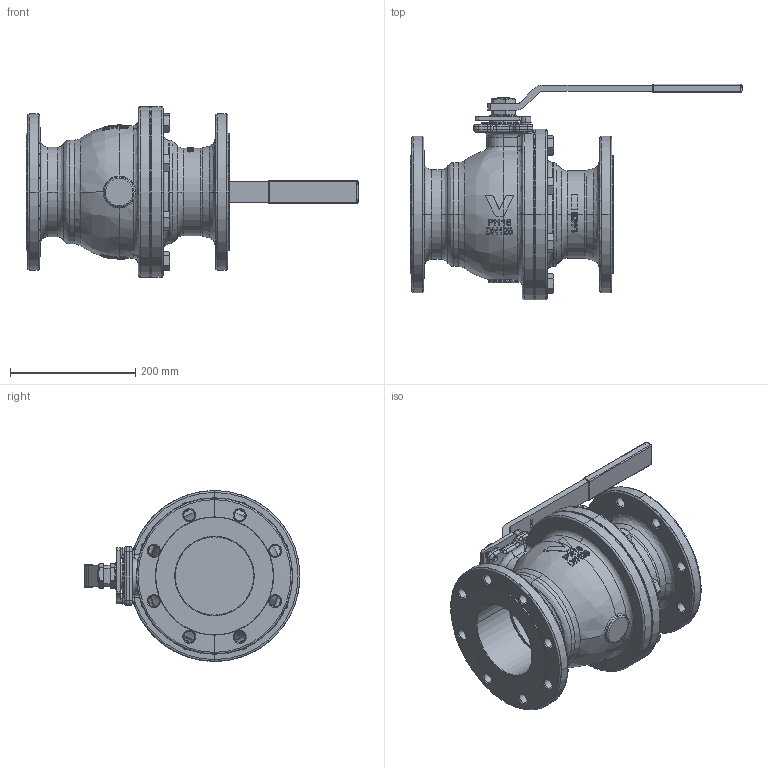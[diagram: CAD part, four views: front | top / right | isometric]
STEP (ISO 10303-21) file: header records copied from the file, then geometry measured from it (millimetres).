
FILE_DESCRIPTION (( 'STEP AP203' ), '1' );
FILE_NAME ('76000019.STEP', '2010-04-01T14:39:46', ( '.' ), ( '.' ), 'SwSTEP 2.0', 'SolidWorks 2008', '' );
FILE_SCHEMA (( 'CONFIG_CONTROL_DESIGN' ));
Products named in the file (1): 76000019
Bounding box: 530.5 x 344.9 x 273 mm (x, y, z)
Volume: 7176465.2 mm3; surface area: 881333.2 mm2
Topology: 3 solids, 3 shells, 1395 faces, 3676 edges, 2332 vertices
Faces by surface type: plane 463, bspline 437, cylinder 303, cone 186, torus 6
Entity records: 110136 total; most frequent: CARTESIAN_POINT 79050, ORIENTED_EDGE 7314, DIRECTION 5341, EDGE_CURVE 3657, VERTEX_POINT 2331, AXIS2_PLACEMENT_3D 2049, EDGE_LOOP 1538, ADVANCED_FACE 1395
